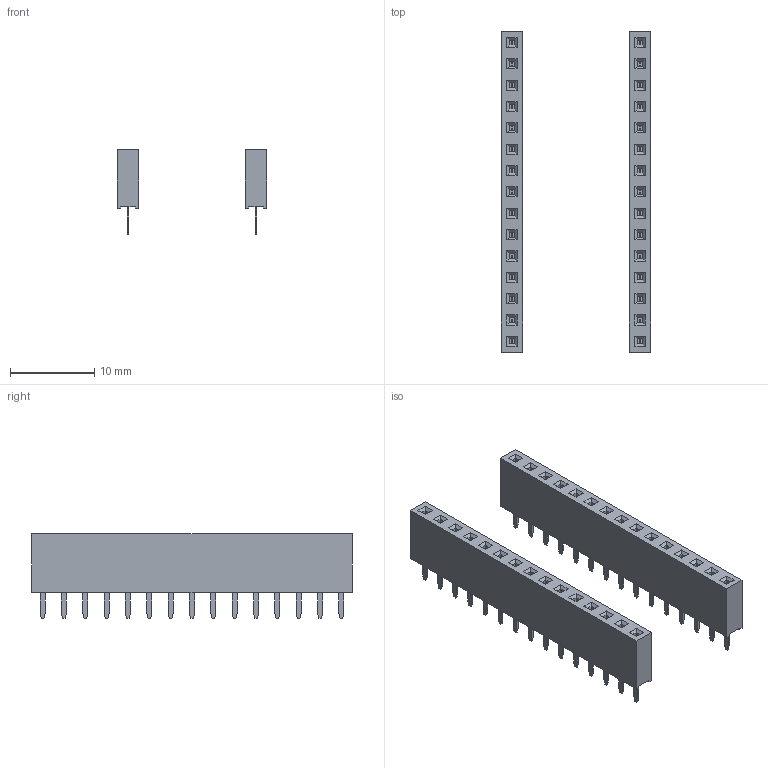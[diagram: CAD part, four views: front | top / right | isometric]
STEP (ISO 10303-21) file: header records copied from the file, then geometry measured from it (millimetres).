
FILE_DESCRIPTION(('FreeCAD Model'),'2;1');
FILE_NAME('Fusion.step', '2018-08-08T00:44:47',('kicad StepUp'),('ksu MCAD'), 'Open CASCADE STEP processor 6.8','FreeCAD','Unknown');
FILE_SCHEMA(('AUTOMOTIVE_DESIGN_CC2 { 1 2 10303 214 -1 1 5 4 }'));
Length unit declared in the file: millimetre
Products named in the file (2): ASSEMBLY; Fusion
Assembly tree (1 placements, depth 2):
  ASSEMBLY
    Fusion
Bounding box: 17.78 x 38.1 x 10.1 mm (x, y, z)
Volume: 1274.2 mm3; surface area: 2172.5 mm2
Topology: 2 solids, 2 shells, 890 faces, 2268 edges, 1472 vertices
Faces by surface type: plane 890
Entity records: 32391 total; most frequent: CARTESIAN_POINT 4632, ORIENTED_EDGE 4536, DIRECTION 4052, EDGE_CURVE 2268, LINE 2268, VECTOR 2268, VERTEX_POINT 1472, FACE_BOUND 980
